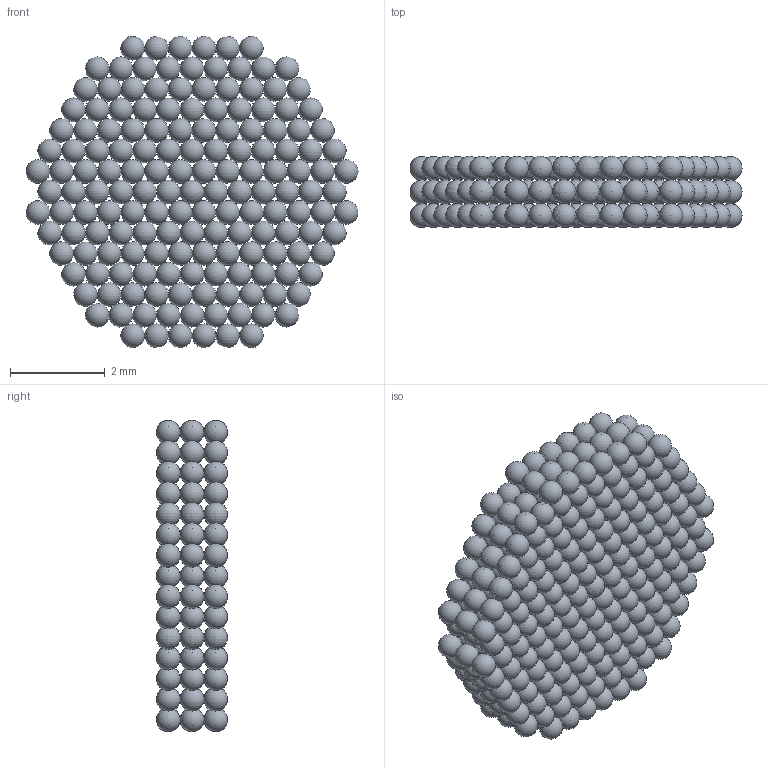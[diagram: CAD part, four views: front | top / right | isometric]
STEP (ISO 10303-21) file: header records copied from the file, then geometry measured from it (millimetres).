
FILE_DESCRIPTION(/* description */ (''),/* implementation_level */ '2;1');
FILE_NAME(/* name */ 'Spheroid Component v9.step',/* time_stamp */ '2022-10-12T09:06:40-04:00',/* author */ (''),/* organization */ (''),/* preprocessor_version */ 'ST-DEVELOPER v19',/* originating_system */ 'Autodesk Translation Framework v11.7.0.108',/* authorisation */ '');
FILE_SCHEMA (('AUTOMOTIVE_DESIGN { 1 0 10303 214 3 1 1 }'));
Length unit declared in the file: millimetre
Products named in the file (2): Spheroid Component; Spheroid
Assembly tree (18 placements, depth 2):
  Spheroid Component
    Spheroid  x18
Bounding box: 7 x 1.5 x 6.56 mm (x, y, z)
Volume: 40.1 mm3; surface area: 480.7 mm2
Topology: 612 solids, 612 shells, 612 faces, 1836 edges, 1224 vertices
Faces by surface type: sphere 612
Entity records: 1017 total; most frequent: DIRECTION 176, CARTESIAN_POINT 156, AXIS2_PLACEMENT_3D 88, VERTEX_POINT 68, ORIENTED_EDGE 68, STYLED_ITEM 68, MANIFOLD_SOLID_BREP 34, FACE_OUTER_BOUND 34
